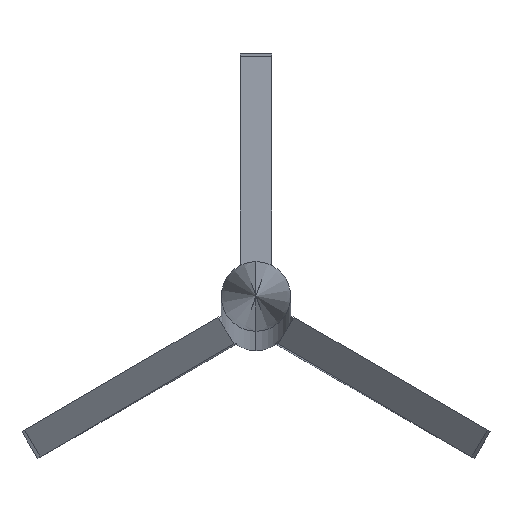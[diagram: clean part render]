
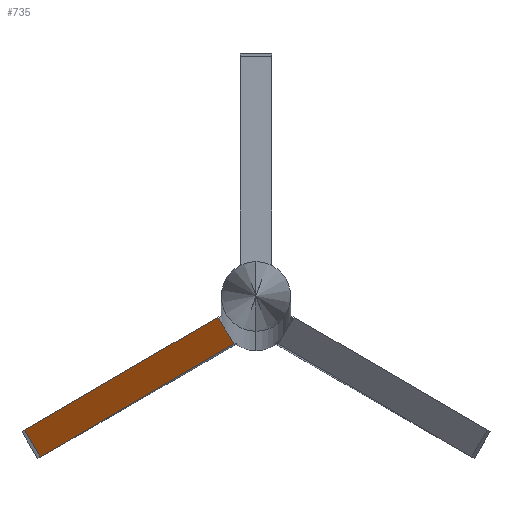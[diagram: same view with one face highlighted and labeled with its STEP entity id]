
A CAD part, top view. The second image highlights one B-rep face of the part: STEP entity #735.
In plain terms, the highlighted planar face has unit normal (-0.837, -0.483, 0.259).
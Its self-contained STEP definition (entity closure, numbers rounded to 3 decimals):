
#16 = FACE_OUTER_BOUND ( 'NONE', #790, .T. ) ;
#41 = CARTESIAN_POINT ( 'NONE',  ( -2.436, -0.252, -265.852 ) ) ;
#105 = DIRECTION ( 'NONE',  ( -0.224, -0.129, -0.966 ) ) ;
#139 = EDGE_CURVE ( 'NONE', #772, #366, #548, .T. ) ;
#142 = CARTESIAN_POINT ( 'NONE',  ( -13.871, -9.163, -319.439 ) ) ;
#191 = LINE ( 'NONE', #718, #638 ) ;
#194 = EDGE_CURVE ( 'NONE', #772, #610, #771, .T. ) ;
#196 = LINE ( 'NONE', #41, #928 ) ;
#214 = ORIENTED_EDGE ( 'NONE', *, *, #139, .T. ) ;
#223 = EDGE_CURVE ( 'NONE', #366, #526, #191, .T. ) ;
#257 = CARTESIAN_POINT ( 'NONE',  ( -2.436, -0.252, -265.852 ) ) ;
#260 = ORIENTED_EDGE ( 'NONE', *, *, #982, .F. ) ;
#343 = CARTESIAN_POINT ( 'NONE',  ( -14.871, -7.431, -319.439 ) ) ;
#352 = VECTOR ( 'NONE', #629, 1000. ) ;
#366 = VERTEX_POINT ( 'NONE', #142 ) ;
#372 = CARTESIAN_POINT ( 'NONE',  ( -14.871, -7.431, -319.439 ) ) ;
#472 = VECTOR ( 'NONE', #699, 1000. ) ;
#514 = ORIENTED_EDGE ( 'NONE', *, *, #223, .T. ) ;
#517 = DIRECTION ( 'NONE',  ( 0.224, 0.129, 0.966 ) ) ;
#526 = VERTEX_POINT ( 'NONE', #744 ) ;
#548 = LINE ( 'NONE', #372, #352 ) ;
#552 = CARTESIAN_POINT ( 'NONE',  ( -2.436, -0.252, -265.852 ) ) ;
#578 = PLANE ( 'NONE',  #784 ) ;
#583 = CARTESIAN_POINT ( 'NONE',  ( -2.436, -0.252, -265.852 ) ) ;
#610 = VERTEX_POINT ( 'NONE', #257 ) ;
#629 = DIRECTION ( 'NONE',  ( 0.5, -0.866, 0. ) ) ;
#638 = VECTOR ( 'NONE', #517, 1000. ) ;
#669 = ORIENTED_EDGE ( 'NONE', *, *, #194, .F. ) ;
#699 = DIRECTION ( 'NONE',  ( 0.224, 0.129, 0.966 ) ) ;
#718 = CARTESIAN_POINT ( 'NONE',  ( -1.436, -1.984, -265.852 ) ) ;
#735 = ADVANCED_FACE ( 'NONE', ( #16 ), #578, .F. ) ;
#744 = CARTESIAN_POINT ( 'NONE',  ( -1.436, -1.984, -265.852 ) ) ;
#771 = LINE ( 'NONE', #552, #472 ) ;
#772 = VERTEX_POINT ( 'NONE', #343 ) ;
#784 = AXIS2_PLACEMENT_3D ( 'NONE', #583, #904, #105 ) ;
#790 = EDGE_LOOP ( 'NONE', ( #514, #260, #669, #214 ) ) ;
#904 = DIRECTION ( 'NONE',  ( 0.837, 0.483, -0.259 ) ) ;
#912 = DIRECTION ( 'NONE',  ( 0.5, -0.866, 0. ) ) ;
#928 = VECTOR ( 'NONE', #912, 1000. ) ;
#982 = EDGE_CURVE ( 'NONE', #610, #526, #196, .T. ) ;
